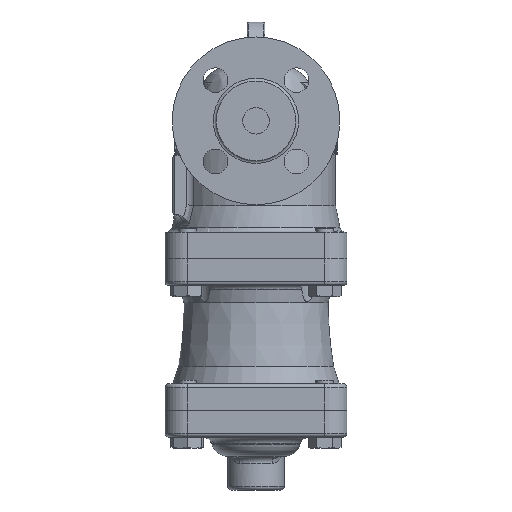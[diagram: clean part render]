
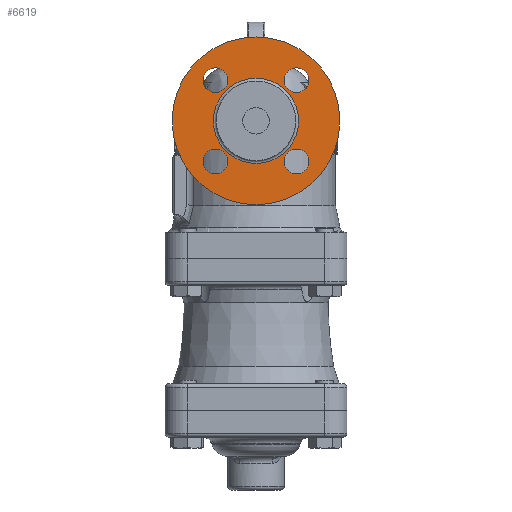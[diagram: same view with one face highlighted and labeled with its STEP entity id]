
A CAD part, left-side view. The second image highlights one B-rep face of the part: STEP entity #6619.
In plain terms, the highlighted planar face has unit normal (-1, 0, 0).
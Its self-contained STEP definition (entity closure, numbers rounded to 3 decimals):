
#1218=PLANE('',#7292);
#1327=FACE_BOUND('',#2222,.T.);
#1328=FACE_BOUND('',#2223,.T.);
#1329=FACE_BOUND('',#2224,.T.);
#1330=FACE_BOUND('',#2225,.T.);
#1331=FACE_BOUND('',#2226,.T.);
#1712=FACE_OUTER_BOUND('',#2221,.T.);
#2221=EDGE_LOOP('',(#5839));
#2222=EDGE_LOOP('',(#5840));
#2223=EDGE_LOOP('',(#5841));
#2224=EDGE_LOOP('',(#5842));
#2225=EDGE_LOOP('',(#5843));
#2226=EDGE_LOOP('',(#5844));
#2592=CIRCLE('',#7284,47.5);
#2595=CIRCLE('',#7290,24.1);
#2597=CIRCLE('',#7293,7.);
#2598=CIRCLE('',#7294,7.);
#2599=CIRCLE('',#7295,7.);
#2600=CIRCLE('',#7296,7.);
#3196=VERTEX_POINT('',#16867);
#3199=VERTEX_POINT('',#16876);
#3201=VERTEX_POINT('',#16881);
#3202=VERTEX_POINT('',#16883);
#3203=VERTEX_POINT('',#16885);
#3204=VERTEX_POINT('',#16887);
#4109=EDGE_CURVE('',#3196,#3196,#2592,.T.);
#4112=EDGE_CURVE('',#3199,#3199,#2595,.T.);
#4114=EDGE_CURVE('',#3201,#3201,#2597,.T.);
#4115=EDGE_CURVE('',#3202,#3202,#2598,.T.);
#4116=EDGE_CURVE('',#3203,#3203,#2599,.T.);
#4117=EDGE_CURVE('',#3204,#3204,#2600,.T.);
#5839=ORIENTED_EDGE('',*,*,#4109,.T.);
#5840=ORIENTED_EDGE('',*,*,#4114,.T.);
#5841=ORIENTED_EDGE('',*,*,#4115,.T.);
#5842=ORIENTED_EDGE('',*,*,#4116,.T.);
#5843=ORIENTED_EDGE('',*,*,#4117,.T.);
#5844=ORIENTED_EDGE('',*,*,#4112,.F.);
#6619=ADVANCED_FACE('',(#1712,#1327,#1328,#1329,#1330,#1331),#1218,.F.);
#7284=AXIS2_PLACEMENT_3D('',#16868,#8851,#8852);
#7290=AXIS2_PLACEMENT_3D('',#16877,#8863,#8864);
#7292=AXIS2_PLACEMENT_3D('',#16880,#8867,#8868);
#7293=AXIS2_PLACEMENT_3D('',#16882,#8869,#8870);
#7294=AXIS2_PLACEMENT_3D('',#16884,#8871,#8872);
#7295=AXIS2_PLACEMENT_3D('',#16886,#8873,#8874);
#7296=AXIS2_PLACEMENT_3D('',#16888,#8875,#8876);
#8851=DIRECTION('center_axis',(-1.,0.,0.));
#8852=DIRECTION('ref_axis',(0.,0.,1.));
#8863=DIRECTION('center_axis',(-1.,0.,0.));
#8864=DIRECTION('ref_axis',(0.,0.,-1.));
#8867=DIRECTION('center_axis',(1.,0.,0.));
#8868=DIRECTION('ref_axis',(0.,0.,-1.));
#8869=DIRECTION('center_axis',(1.,0.,0.));
#8870=DIRECTION('ref_axis',(0.,0.,-1.));
#8871=DIRECTION('center_axis',(1.,0.,0.));
#8872=DIRECTION('ref_axis',(0.,-1.,0.));
#8873=DIRECTION('center_axis',(1.,0.,0.));
#8874=DIRECTION('ref_axis',(0.,0.,1.));
#8875=DIRECTION('center_axis',(1.,0.,0.));
#8876=DIRECTION('ref_axis',(0.,1.,0.));
#16867=CARTESIAN_POINT('',(-85.9,0.,125.5));
#16868=CARTESIAN_POINT('Origin',(-85.9,0.,78.));
#16876=CARTESIAN_POINT('',(-85.9,0.,102.1));
#16877=CARTESIAN_POINT('Origin',(-85.9,0.,78.));
#16880=CARTESIAN_POINT('Origin',(-85.9,0.,113.));
#16881=CARTESIAN_POINT('',(-85.9,22.981,93.981));
#16882=CARTESIAN_POINT('Origin',(-85.9,22.981,100.981));
#16883=CARTESIAN_POINT('',(-85.9,15.981,55.019));
#16884=CARTESIAN_POINT('Origin',(-85.9,22.981,55.019));
#16885=CARTESIAN_POINT('',(-85.9,-22.981,62.019));
#16886=CARTESIAN_POINT('Origin',(-85.9,-22.981,55.019));
#16887=CARTESIAN_POINT('',(-85.9,-15.981,100.981));
#16888=CARTESIAN_POINT('Origin',(-85.9,-22.981,100.981));
